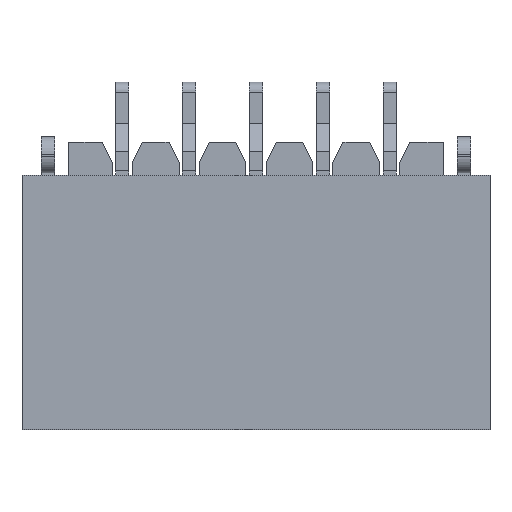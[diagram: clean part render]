
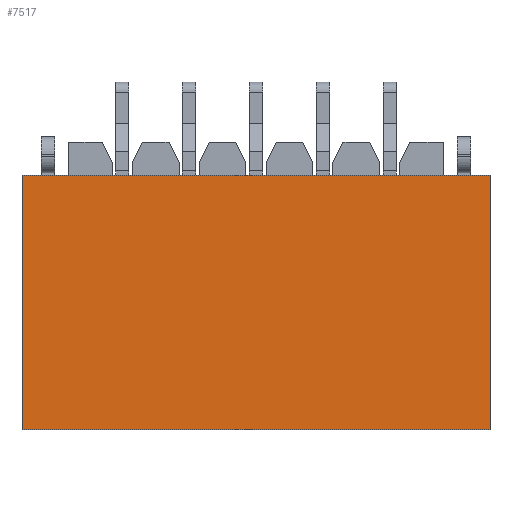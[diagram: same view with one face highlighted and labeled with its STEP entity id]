
A CAD part, top view. The second image highlights one B-rep face of the part: STEP entity #7517.
In plain terms, the highlighted planar face has unit normal (0, 0, 1).
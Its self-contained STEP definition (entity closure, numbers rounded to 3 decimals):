
#245=FACE_OUTER_BOUND('',#633,.T.);
#633=EDGE_LOOP('',(#5276,#5277,#5278,#5279));
#1178=LINE('',#10643,#2158);
#1247=LINE('',#10785,#2227);
#1306=LINE('',#10900,#2286);
#1307=LINE('',#10902,#2287);
#2158=VECTOR('',#8691,1.);
#2227=VECTOR('',#8778,1.);
#2286=VECTOR('',#8843,1.);
#2287=VECTOR('',#8846,1.);
#3053=VERTEX_POINT('',#10640);
#3054=VERTEX_POINT('',#10642);
#3117=VERTEX_POINT('',#10782);
#3118=VERTEX_POINT('',#10784);
#3830=EDGE_CURVE('',#3054,#3053,#1178,.T.);
#3899=EDGE_CURVE('',#3117,#3118,#1247,.T.);
#3958=EDGE_CURVE('',#3053,#3118,#1306,.T.);
#3959=EDGE_CURVE('',#3117,#3054,#1307,.T.);
#5276=ORIENTED_EDGE('',*,*,#3959,.T.);
#5277=ORIENTED_EDGE('',*,*,#3830,.T.);
#5278=ORIENTED_EDGE('',*,*,#3958,.T.);
#5279=ORIENTED_EDGE('',*,*,#3899,.F.);
#6800=PLANE('',#7908);
#7517=ADVANCED_FACE('',(#245),#6800,.T.);
#7908=AXIS2_PLACEMENT_3D('',#10901,#8844,#8845);
#8691=DIRECTION('',(1.,0.,0.));
#8778=DIRECTION('',(1.,0.,0.));
#8843=DIRECTION('',(0.,1.,0.));
#8844=DIRECTION('center_axis',(0.,0.,1.));
#8845=DIRECTION('ref_axis',(1.,0.,0.));
#8846=DIRECTION('',(0.,-1.,0.));
#10640=CARTESIAN_POINT('',(3.5,-2.865,3.14));
#10642=CARTESIAN_POINT('',(-3.5,-2.865,3.14));
#10643=CARTESIAN_POINT('',(-3.5,-2.865,3.14));
#10782=CARTESIAN_POINT('',(-3.5,0.935,3.14));
#10784=CARTESIAN_POINT('',(3.5,0.935,3.14));
#10785=CARTESIAN_POINT('',(-3.5,0.935,3.14));
#10900=CARTESIAN_POINT('',(3.5,-2.865,3.14));
#10901=CARTESIAN_POINT('Origin',(0.,-0.715,3.14));
#10902=CARTESIAN_POINT('',(-3.5,0.935,3.14));
